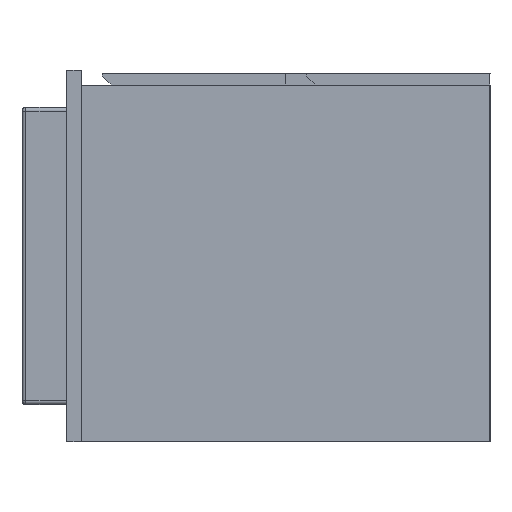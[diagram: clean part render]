
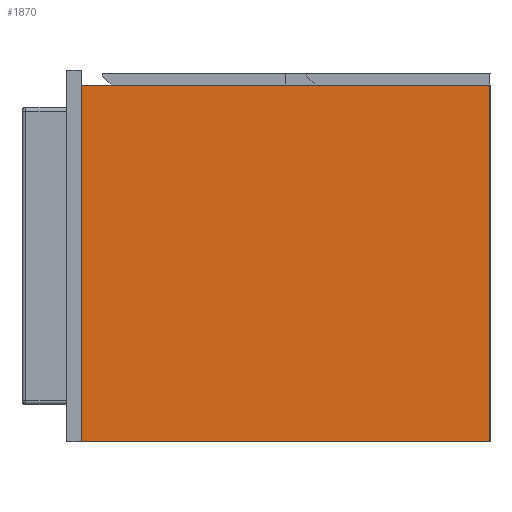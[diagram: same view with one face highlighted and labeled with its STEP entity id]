
A CAD part, left-side view. The second image highlights one B-rep face of the part: STEP entity #1870.
In plain terms, the highlighted planar face has unit normal (-1, 0, 0).
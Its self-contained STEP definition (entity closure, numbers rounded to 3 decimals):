
#20 = EDGE_CURVE ( 'NONE', #6065, #2956, #908, .T. ) ;
#22 = DIRECTION ( 'NONE',  ( 0., 0., 1. ) ) ;
#172 = ORIENTED_EDGE ( 'NONE', *, *, #5969, .T. ) ;
#639 = CARTESIAN_POINT ( 'NONE',  ( -744., 275., 480. ) ) ;
#666 = LINE ( 'NONE', #2992, #753 ) ;
#730 = LINE ( 'NONE', #840, #6014 ) ;
#753 = VECTOR ( 'NONE', #2040, 1000. ) ;
#760 = FACE_OUTER_BOUND ( 'NONE', #5691, .T. ) ;
#779 = EDGE_CURVE ( 'NONE', #2956, #3412, #730, .T. ) ;
#840 = CARTESIAN_POINT ( 'NONE',  ( -744., 275., 0. ) ) ;
#861 = DIRECTION ( 'NONE',  ( 0., 1., 0. ) ) ;
#908 = LINE ( 'NONE', #5239, #4648 ) ;
#1138 = DIRECTION ( 'NONE',  ( 0., 0., -1. ) ) ;
#1529 = PLANE ( 'NONE',  #4472 ) ;
#1704 = DIRECTION ( 'NONE',  ( 0., 0., -1. ) ) ;
#1870 = ADVANCED_FACE ( 'NONE', ( #760 ), #1529, .T. ) ;
#2040 = DIRECTION ( 'NONE',  ( 0., 1., 0. ) ) ;
#2528 = EDGE_CURVE ( 'NONE', #6065, #2785, #666, .T. ) ;
#2756 = ORIENTED_EDGE ( 'NONE', *, *, #20, .F. ) ;
#2785 = VERTEX_POINT ( 'NONE', #5775 ) ;
#2956 = VERTEX_POINT ( 'NONE', #4499 ) ;
#2992 = CARTESIAN_POINT ( 'NONE',  ( -744., 275., 480. ) ) ;
#3080 = DIRECTION ( 'NONE',  ( -1., 0., 0. ) ) ;
#3103 = VECTOR ( 'NONE', #1138, 1000. ) ;
#3107 = CARTESIAN_POINT ( 'NONE',  ( -744., 275., 480. ) ) ;
#3412 = VERTEX_POINT ( 'NONE', #4990 ) ;
#4472 = AXIS2_PLACEMENT_3D ( 'NONE', #3107, #3080, #22 ) ;
#4499 = CARTESIAN_POINT ( 'NONE',  ( -744., -275., 0. ) ) ;
#4604 = LINE ( 'NONE', #639, #3103 ) ;
#4648 = VECTOR ( 'NONE', #1704, 1000. ) ;
#4990 = CARTESIAN_POINT ( 'NONE',  ( -744., 275., 0. ) ) ;
#5230 = CARTESIAN_POINT ( 'NONE',  ( -744., -275., 480. ) ) ;
#5239 = CARTESIAN_POINT ( 'NONE',  ( -744., -275., 480. ) ) ;
#5426 = ORIENTED_EDGE ( 'NONE', *, *, #779, .F. ) ;
#5691 = EDGE_LOOP ( 'NONE', ( #5426, #2756, #6189, #172 ) ) ;
#5775 = CARTESIAN_POINT ( 'NONE',  ( -744., 275., 480. ) ) ;
#5969 = EDGE_CURVE ( 'NONE', #2785, #3412, #4604, .T. ) ;
#6014 = VECTOR ( 'NONE', #861, 1000. ) ;
#6065 = VERTEX_POINT ( 'NONE', #5230 ) ;
#6189 = ORIENTED_EDGE ( 'NONE', *, *, #2528, .T. ) ;
